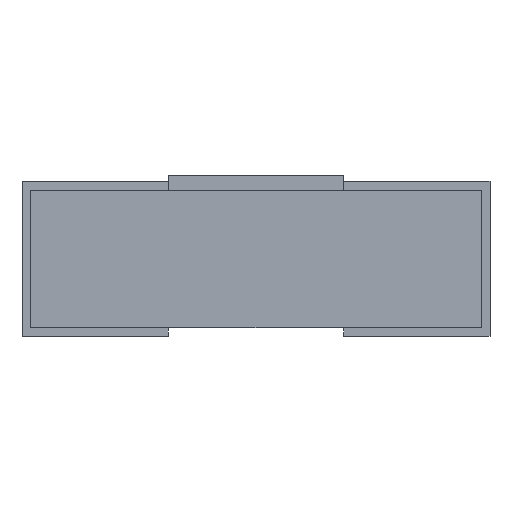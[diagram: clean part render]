
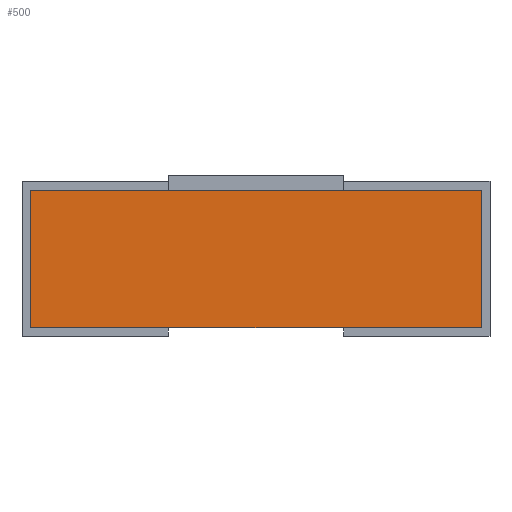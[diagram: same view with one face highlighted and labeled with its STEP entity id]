
A CAD part, front view. The second image highlights one B-rep face of the part: STEP entity #500.
In plain terms, the highlighted planar face has unit normal (0, -1, 0).
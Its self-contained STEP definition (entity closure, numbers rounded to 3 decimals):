
#500=ADVANCED_FACE('',(#998),#999,.F.);
#518=EDGE_CURVE('',#1025,#1022,#1026,.T.);
#522=EDGE_CURVE('',#1022,#1030,#1031,.T.);
#524=EDGE_CURVE('',#1033,#1030,#1034,.T.);
#526=EDGE_CURVE('',#1025,#1033,#1036,.T.);
#998=FACE_OUTER_BOUND('',#1635,.T.);
#999=PLANE('',#1636);
#1022=VERTEX_POINT('',#1668);
#1025=VERTEX_POINT('',#1673);
#1026=LINE('',#1674,#1675);
#1030=VERTEX_POINT('',#1682);
#1031=LINE('',#1683,#1684);
#1033=VERTEX_POINT('',#1687);
#1034=LINE('',#1688,#1689);
#1036=LINE('',#1692,#1693);
#1635=EDGE_LOOP('',(#2760,#2761,#2762,#2763));
#1636=AXIS2_PLACEMENT_3D('',#2764,#2765,#2766);
#1668=CARTESIAN_POINT('',(-0.77,-1.6,0.03));
#1673=CARTESIAN_POINT('',(-0.77,-1.6,0.5));
#1674=CARTESIAN_POINT('',(-0.77,-1.6,0.5));
#1675=VECTOR('',#2796,1.0);
#1682=CARTESIAN_POINT('',(0.77,-1.6,0.03));
#1683=CARTESIAN_POINT('',(-0.77,-1.6,0.03));
#1684=VECTOR('',#2798,1.0);
#1687=CARTESIAN_POINT('',(0.77,-1.6,0.5));
#1688=CARTESIAN_POINT('',(0.77,-1.6,0.5));
#1689=VECTOR('',#2799,1.0);
#1692=CARTESIAN_POINT('',(-0.77,-1.6,0.5));
#1693=VECTOR('',#2800,1.0);
#2760=ORIENTED_EDGE('',*,*,#522,.T.);
#2761=ORIENTED_EDGE('',*,*,#524,.F.);
#2762=ORIENTED_EDGE('',*,*,#526,.F.);
#2763=ORIENTED_EDGE('',*,*,#518,.T.);
#2764=CARTESIAN_POINT('',(-0.77,-1.6,0.5));
#2765=DIRECTION('',(0.,1.0,-0.0));
#2766=DIRECTION('',(0.0,0.0,1.0));
#2796=DIRECTION('',(0.0,-0.0,-1.0));
#2798=DIRECTION('',(1.0,0.,0.0));
#2799=DIRECTION('',(0.0,-0.0,-1.0));
#2800=DIRECTION('',(1.0,0.,0.0));
